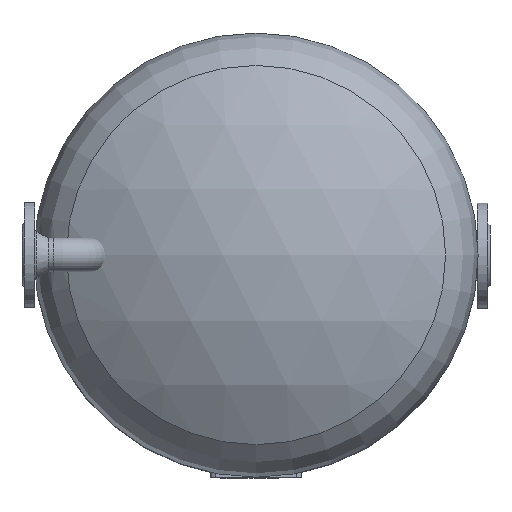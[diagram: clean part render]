
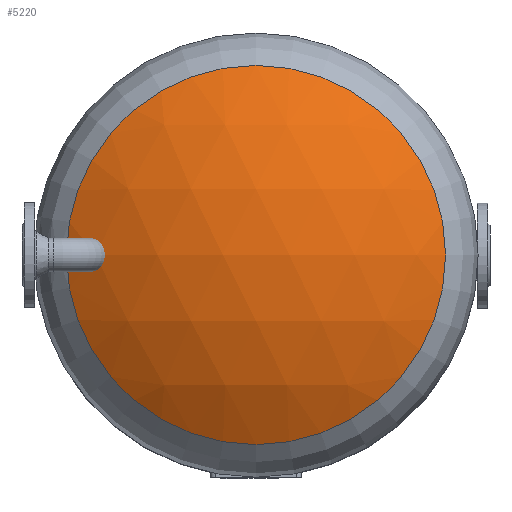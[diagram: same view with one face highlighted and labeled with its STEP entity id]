
A CAD part, top view. The second image highlights one B-rep face of the part: STEP entity #5220.
In plain terms, the highlighted spherical face has radius 509 mm.
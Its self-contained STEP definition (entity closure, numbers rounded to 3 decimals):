
#19=SPHERICAL_SURFACE('',#5787,509.);
#1487=FACE_OUTER_BOUND('',#1851,.T.);
#1851=EDGE_LOOP('',(#4640));
#2179=CIRCLE('',#5788,270.639);
#2650=VERTEX_POINT('',#8854);
#3325=EDGE_CURVE('',#2650,#2650,#2179,.T.);
#4640=ORIENTED_EDGE('',*,*,#3325,.T.);
#5220=ADVANCED_FACE('',(#1487),#19,.T.);
#5787=AXIS2_PLACEMENT_3D('',#8853,#7238,#7239);
#5788=AXIS2_PLACEMENT_3D('',#8855,#7240,#7241);
#7238=DIRECTION('center_axis',(0.,-1.,0.));
#7239=DIRECTION('ref_axis',(1.,0.,0.));
#7240=DIRECTION('center_axis',(0.,0.,
1.));
#7241=DIRECTION('ref_axis',(-1.,0.,0.));
#8853=CARTESIAN_POINT('Origin',(0.,0.,
344.));
#8854=CARTESIAN_POINT('',(-270.639,0.,775.086));
#8855=CARTESIAN_POINT('Origin',(0.,0.,
775.086));
